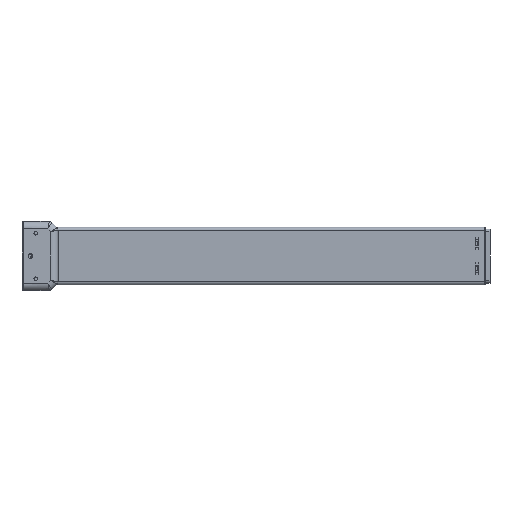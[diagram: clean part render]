
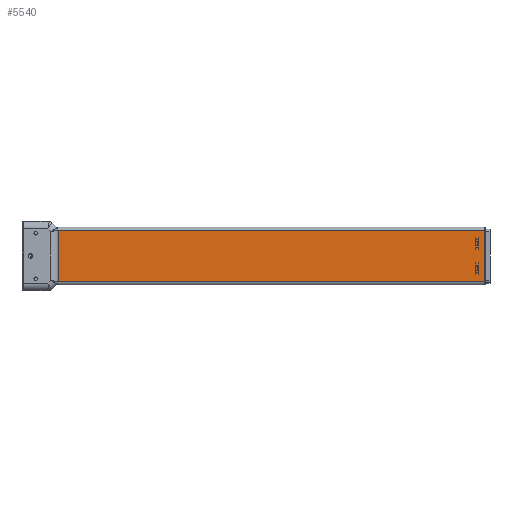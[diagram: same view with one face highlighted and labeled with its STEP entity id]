
A CAD part, left-side view. The second image highlights one B-rep face of the part: STEP entity #5540.
In plain terms, the highlighted face is planar.
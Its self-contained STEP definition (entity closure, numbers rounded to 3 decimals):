
#2961=FACE_OUTER_BOUND('',#10649,.T.);
#5540=ADVANCED_FACE('',(#2961),#8271,.F.);
#8271=PLANE('',#49520);
#10649=EDGE_LOOP('',(#13800,#13801,#13802,#13803));
#13800=ORIENTED_EDGE('',*,*,#32363,.F.);
#13801=ORIENTED_EDGE('',*,*,#32365,.T.);
#13802=ORIENTED_EDGE('',*,*,#32347,.F.);
#13803=ORIENTED_EDGE('',*,*,#32366,.T.);
#27812=VERTEX_POINT('',#66756);
#27813=VERTEX_POINT('',#66758);
#27822=VERTEX_POINT('',#66784);
#27823=VERTEX_POINT('',#66786);
#32347=EDGE_CURVE('',#27812,#27813,#39361,.T.);
#32363=EDGE_CURVE('',#27822,#27823,#39368,.T.);
#32365=EDGE_CURVE('',#27822,#27813,#39369,.T.);
#32366=EDGE_CURVE('',#27812,#27823,#39370,.T.);
#39361=LINE('',#66757,#44444);
#39368=LINE('',#66785,#44451);
#39369=LINE('',#66789,#44452);
#39370=LINE('',#66790,#44453);
#44444=VECTOR('',#53581,1.);
#44451=VECTOR('',#53610,1.);
#44452=VECTOR('',#53615,1.);
#44453=VECTOR('',#53616,1.);
#49520=AXIS2_PLACEMENT_3D('',#66791,#53617,#53618);
#53581=DIRECTION('',(0.,0.,-1.));
#53610=DIRECTION('',(0.,0.,1.));
#53615=DIRECTION('',(0.,1.,0.));
#53616=DIRECTION('',(0.,-1.,0.));
#53617=DIRECTION('',(-1.,0.,0.));
#53618=DIRECTION('',(0.,-1.,0.));
#66756=CARTESIAN_POINT('',(25.,600.,36.));
#66757=CARTESIAN_POINT('',(25.,600.,-15.083));
#66758=CARTESIAN_POINT('',(25.,600.,-36.));
#66784=CARTESIAN_POINT('',(25.,8.,-36.));
#66785=CARTESIAN_POINT('',(25.,8.,-40.));
#66786=CARTESIAN_POINT('',(25.,8.,36.));
#66789=CARTESIAN_POINT('',(25.,500.,-36.));
#66790=CARTESIAN_POINT('',(25.,8.,36.));
#66791=CARTESIAN_POINT('',(25.,8.,-15.083));
